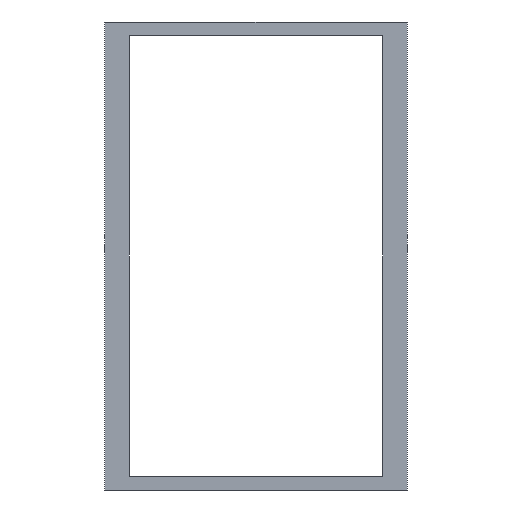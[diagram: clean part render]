
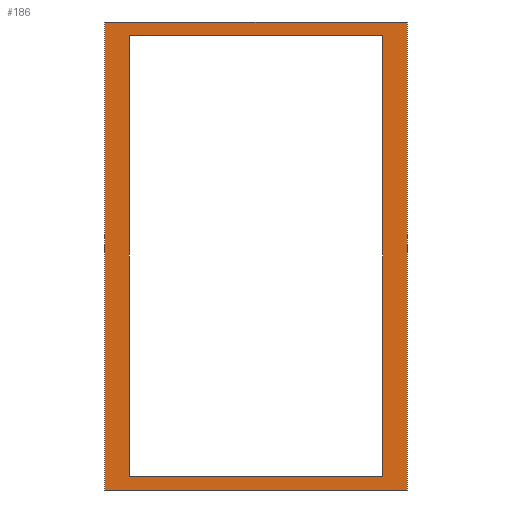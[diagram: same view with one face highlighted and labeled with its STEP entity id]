
A CAD part, front view. The second image highlights one B-rep face of the part: STEP entity #186.
In plain terms, the highlighted planar face has unit normal (0, -1, 0).
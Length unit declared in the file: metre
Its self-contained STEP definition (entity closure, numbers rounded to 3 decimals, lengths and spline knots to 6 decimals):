
#28=ORIENTED_EDGE('',*,*,#72,.F.);
#29=ORIENTED_EDGE('',*,*,#73,.F.);
#30=ORIENTED_EDGE('',*,*,#74,.T.);
#31=ORIENTED_EDGE('',*,*,#75,.T.);
#32=ORIENTED_EDGE('',*,*,#62,.F.);
#33=ORIENTED_EDGE('',*,*,#66,.T.);
#34=ORIENTED_EDGE('',*,*,#69,.T.);
#35=ORIENTED_EDGE('',*,*,#71,.F.);
#62=EDGE_CURVE('',#86,#87,#102,.T.);
#66=EDGE_CURVE('',#86,#89,#106,.T.);
#69=EDGE_CURVE('',#89,#91,#109,.T.);
#71=EDGE_CURVE('',#87,#91,#111,.T.);
#72=EDGE_CURVE('',#92,#93,#112,.T.);
#73=EDGE_CURVE('',#94,#92,#113,.T.);
#74=EDGE_CURVE('',#94,#95,#114,.T.);
#75=EDGE_CURVE('',#95,#93,#115,.T.);
#86=VERTEX_POINT('',#267);
#87=VERTEX_POINT('',#269);
#89=VERTEX_POINT('',#275);
#91=VERTEX_POINT('',#281);
#92=VERTEX_POINT('',#288);
#93=VERTEX_POINT('',#289);
#94=VERTEX_POINT('',#291);
#95=VERTEX_POINT('',#293);
#102=LINE('',#268,#126);
#106=LINE('',#276,#130);
#109=LINE('',#282,#133);
#111=LINE('',#285,#135);
#112=LINE('',#287,#136);
#113=LINE('',#290,#137);
#114=LINE('',#292,#138);
#115=LINE('',#294,#139);
#126=VECTOR('',#221,1.);
#130=VECTOR('',#227,1.);
#133=VECTOR('',#232,1.);
#135=VECTOR('',#236,1.);
#136=VECTOR('',#239,1.);
#137=VECTOR('',#240,1.);
#138=VECTOR('',#241,1.);
#139=VECTOR('',#242,1.);
#152=EDGE_LOOP('',(#28,#29,#30,#31));
#153=EDGE_LOOP('',(#32,#33,#34,#35));
#164=FACE_BOUND('',#152,.T.);
#165=FACE_BOUND('',#153,.T.);
#176=PLANE('',#209);
#186=ADVANCED_FACE('',(#164,#165),#176,.T.);
#209=AXIS2_PLACEMENT_3D('',#286,#237,#238);
#221=DIRECTION('',(0.,0.,-1.));
#227=DIRECTION('',(-1.,0.,0.));
#232=DIRECTION('',(0.,0.,-1.));
#236=DIRECTION('',(-1.,0.,0.));
#237=DIRECTION('',(0.,-1.,0.));
#238=DIRECTION('',(1.,0.,0.));
#239=DIRECTION('',(0.,0.,1.));
#240=DIRECTION('',(1.,0.,0.));
#241=DIRECTION('',(0.,0.,1.));
#242=DIRECTION('',(1.,0.,0.));
#267=CARTESIAN_POINT('',(0.055,-0.001,0.085));
#268=CARTESIAN_POINT('',(0.055,-0.001,0.));
#269=CARTESIAN_POINT('',(0.055,-0.001,-0.085));
#275=CARTESIAN_POINT('',(-0.055,-0.001,0.085));
#276=CARTESIAN_POINT('',(0.,-0.001,0.085));
#281=CARTESIAN_POINT('',(-0.055,-0.001,-0.085));
#282=CARTESIAN_POINT('',(-0.055,-0.001,0.));
#285=CARTESIAN_POINT('',(0.,-0.001,-0.085));
#286=CARTESIAN_POINT('',(0.,-0.001,0.));
#287=CARTESIAN_POINT('',(0.046,-0.001,0.));
#288=CARTESIAN_POINT('',(0.046,-0.001,-0.08));
#289=CARTESIAN_POINT('',(0.046,-0.001,0.08));
#290=CARTESIAN_POINT('',(0.,-0.001,-0.08));
#291=CARTESIAN_POINT('',(-0.046,-0.001,-0.08));
#292=CARTESIAN_POINT('',(-0.046,-0.001,0.));
#293=CARTESIAN_POINT('',(-0.046,-0.001,0.08));
#294=CARTESIAN_POINT('',(0.,-0.001,0.08));
